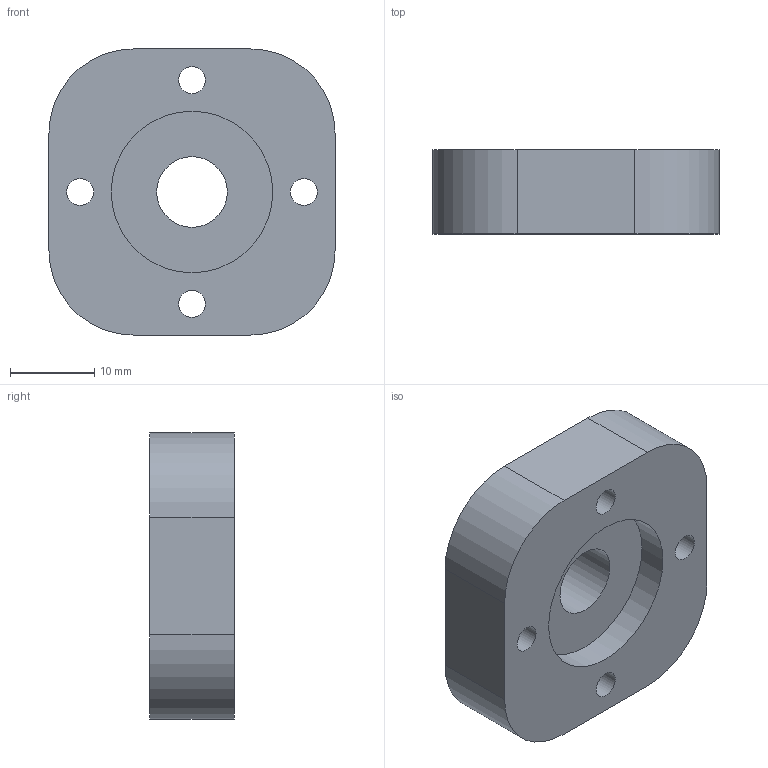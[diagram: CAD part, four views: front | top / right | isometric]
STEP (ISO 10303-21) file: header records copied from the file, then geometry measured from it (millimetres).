
FILE_DESCRIPTION(/* description */ (''),/* implementation_level */ '2;1');
FILE_NAME(/* name */ 'ust_rulmanlik3.stp',/* time_stamp */ '2021-07-29T10:03:54-07:00',/* author */ ('nergi'),/* organization */ (''),/* preprocessor_version */ 'ST-DEVELOPER v15.6',/* originating_system */ 'Autodesk Inventor 2015',/* authorisation */ '');
FILE_SCHEMA (('AUTOMOTIVE_DESIGN { 1 0 10303 214 3 1 1 }'));
Length unit declared in the file: millimetre
Products named in the file (1): ust_rulmanlik3
Bounding box: 34 x 10 x 34 mm (x, y, z)
Volume: 9006.3 mm3; surface area: 3938.2 mm2
Topology: 1 solids, 1 shells, 17 faces, 45 edges, 31 vertices
Faces by surface type: cylinder 10, plane 7
Full cylindrical faces by diameter (mm): 3.2 x4, 8.4 x1, 19.2 x1
Entity records: 530 total; most frequent: DIRECTION 92, CARTESIAN_POINT 82, ORIENTED_EDGE 72, AXIS2_PLACEMENT_3D 38, EDGE_CURVE 36, EDGE_LOOP 34, VERTEX_POINT 28, CIRCLE 20
